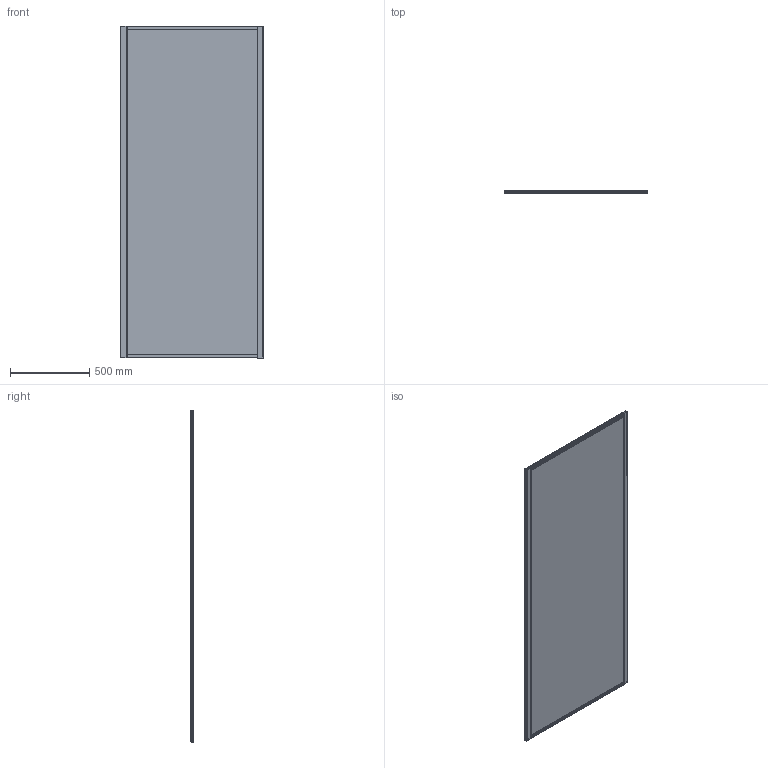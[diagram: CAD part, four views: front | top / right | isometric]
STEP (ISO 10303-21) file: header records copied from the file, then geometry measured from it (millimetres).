
FILE_DESCRIPTION(/* description */ (''),/* implementation_level */ '2;1');
FILE_NAME(/* name */ 'STEP - W27SC01-90-BL_1705921',/* time_stamp */ '2024-08-02T11:07:43+10:00',/* author */ (''),/* organization */ (''),/* preprocessor_version */ 'ST-DEVELOPER v16.5',/* originating_system */ 'Rhino 7.23',/* authorisation */ '');
FILE_SCHEMA (('AUTOMOTIVE_DESIGN'));
Length unit declared in the file: millimetre
Products named in the file (9): Document; W27SC01-900X2100-1705921_ASM; GONGYEST4X12; GBT845ST42X30; SJ349; BL-WSC01880-01; JG-AL1411-01; AL0869-804; JG-AL1412-01
Assembly tree (19 placements, depth 3):
  Document
    W27SC01-900X2100-1705921_ASM
      GONGYEST4X12  x4
      GBT845ST42X30  x4
      SJ349  x4
      BL-WSC01880-01
      JG-AL1411-01
      AL0869-804  x2
      JG-AL1412-01  x2
Bounding box: 901.8 x 21.3 x 2100 mm (x, y, z)
Volume: 18324492 mm3; surface area: 4933869.9 mm2
Topology: 18 solids, 18 shells, 1473 faces, 3839 edges, 2386 vertices
Faces by surface type: cylinder 600, plane 481, bspline 392
Entity records: 28014 total; most frequent: CARTESIAN_POINT 18469, ORIENTED_EDGE 2852, EDGE_CURVE 1426, B_SPLINE_CURVE_WITH_KNOTS 1027, VERTEX_POINT 908, EDGE_LOOP 552, ADVANCED_FACE 528, FACE_OUTER_BOUND 528
